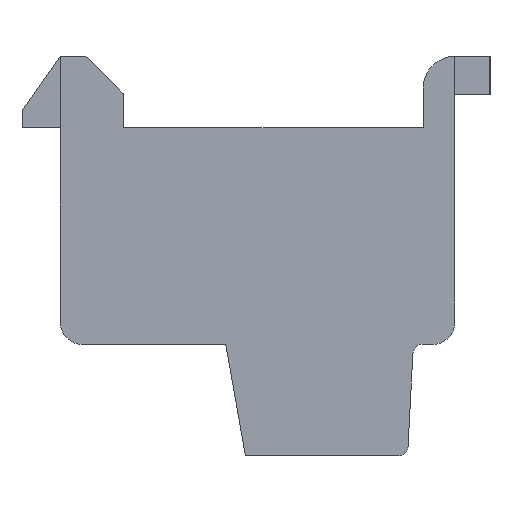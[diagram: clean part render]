
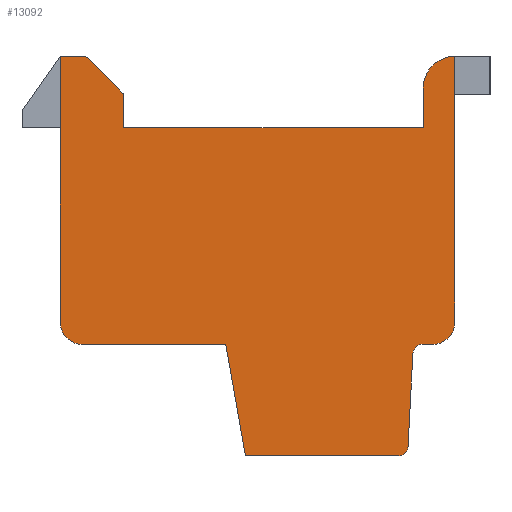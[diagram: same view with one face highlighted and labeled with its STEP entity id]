
A CAD part, left-side view. The second image highlights one B-rep face of the part: STEP entity #13092.
In plain terms, the highlighted planar face has unit normal (-1, 0, 0).
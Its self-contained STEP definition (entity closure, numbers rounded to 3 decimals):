
#1=CARTESIAN_POINT('',(0.,-5.55,-2.075));
#2=DIRECTION('',(1.,0.,0.));
#3=DIRECTION('',(0.,-1.,0.));
#4=AXIS2_PLACEMENT_3D('',#1,#2,#3);
#6=DIRECTION('',(0.,1.,0.));
#7=VECTOR('',#6,0.323);
#8=CARTESIAN_POINT('',(0.,-5.55,-2.775));
#9=LINE('',#8,#7);
#10=CARTESIAN_POINT('',(0.,-5.227,-3.075));
#11=DIRECTION('',(-1.,0.,0.));
#12=DIRECTION('',(0.,0.,1.));
#13=AXIS2_PLACEMENT_3D('',#10,#11,#12);
#15=DIRECTION('',(0.,0.052,-0.999));
#16=VECTOR('',#15,2.904);
#17=CARTESIAN_POINT('',(0.,-4.927,-3.075));
#18=LINE('',#17,#16);
#19=CARTESIAN_POINT('',(0.,-4.475,-5.975));
#20=DIRECTION('',(1.,0.,0.));
#21=DIRECTION('',(0.,-1.,0.));
#22=AXIS2_PLACEMENT_3D('',#19,#20,#21);
#24=DIRECTION('',(0.,1.,0.));
#25=VECTOR('',#24,4.808);
#26=CARTESIAN_POINT('',(0.,-4.475,-6.275));
#27=LINE('',#26,#25);
#28=DIRECTION('',(0.,0.174,0.985));
#29=VECTOR('',#28,3.554);
#30=CARTESIAN_POINT('',(0.,0.333,-6.275));
#31=LINE('',#30,#29);
#32=DIRECTION('',(0.,1.,0.));
#33=VECTOR('',#32,4.5);
#34=CARTESIAN_POINT('',(0.,0.95,-2.775));
#35=LINE('',#34,#33);
#36=CARTESIAN_POINT('',(0.,5.45,-2.075));
#37=DIRECTION('',(1.,0.,0.));
#38=DIRECTION('',(0.,0.,-1.));
#39=AXIS2_PLACEMENT_3D('',#36,#37,#38);
#41=CARTESIAN_POINT('',(0.,6.072,6.125));
#42=DIRECTION('',(1.,0.,0.));
#43=DIRECTION('',(0.,0.521,0.854));
#44=AXIS2_PLACEMENT_3D('',#41,#42,#43);
#46=DIRECTION('',(0.,-1.,0.));
#47=VECTOR('',#46,0.66);
#48=CARTESIAN_POINT('',(0.,6.072,6.275));
#49=LINE('',#48,#47);
#50=CARTESIAN_POINT('',(0.,5.412,6.125));
#51=DIRECTION('',(1.,0.,0.));
#52=DIRECTION('',(0.,0.,1.));
#53=AXIS2_PLACEMENT_3D('',#50,#51,#52);
#55=DIRECTION('',(0.,-0.707,-0.707));
#56=VECTOR('',#55,1.573);
#57=CARTESIAN_POINT('',(0.,5.306,6.231));
#58=LINE('',#57,#56);
#59=CARTESIAN_POINT('',(0.,4.3,5.013));
#60=DIRECTION('',(1.,0.,0.));
#61=DIRECTION('',(0.,-0.707,0.707));
#62=AXIS2_PLACEMENT_3D('',#59,#60,#61);
#64=DIRECTION('',(0.,0.,-1.));
#65=VECTOR('',#64,0.988);
#66=CARTESIAN_POINT('',(0.,4.15,5.013));
#67=LINE('',#66,#65);
#68=DIRECTION('',(0.,-1.,0.));
#69=VECTOR('',#68,9.4);
#70=CARTESIAN_POINT('',(0.,4.15,4.025));
#71=LINE('',#70,#69);
#72=DIRECTION('',(0.,0.,1.));
#73=VECTOR('',#72,1.25);
#74=CARTESIAN_POINT('',(0.,-5.25,4.025));
#75=LINE('',#74,#73);
#76=CARTESIAN_POINT('',(0.,-6.25,5.275));
#77=DIRECTION('',(1.,0.,0.));
#78=DIRECTION('',(0.,1.,0.));
#79=AXIS2_PLACEMENT_3D('',#76,#77,#78);
#337=DIRECTION('',(0.,0.,1.));
#338=VECTOR('',#337,8.35);
#339=CARTESIAN_POINT('',(0.,-6.25,-2.075));
#340=LINE('',#339,#338);
#6001=DIRECTION('',(0.,0.,-1.));
#6002=VECTOR('',#6001,8.328);
#6003=CARTESIAN_POINT('',(0.,6.15,6.253));
#6004=LINE('',#6003,#6002);
#9941=CARTESIAN_POINT('',(0.,6.072,6.275));
#9942=CARTESIAN_POINT('',(0.,5.412,6.275));
#9943=VERTEX_POINT('',#9941);
#9944=VERTEX_POINT('',#9942);
#9945=CARTESIAN_POINT('',(0.,5.306,6.231));
#9946=VERTEX_POINT('',#9945);
#9947=CARTESIAN_POINT('',(0.,4.194,5.119));
#9948=VERTEX_POINT('',#9947);
#9949=CARTESIAN_POINT('',(0.,4.15,5.013));
#9950=VERTEX_POINT('',#9949);
#9951=CARTESIAN_POINT('',(0.,4.15,4.025));
#9952=VERTEX_POINT('',#9951);
#9953=CARTESIAN_POINT('',(0.,-5.25,4.025));
#9954=VERTEX_POINT('',#9953);
#9955=CARTESIAN_POINT('',(0.,-5.25,5.275));
#9956=VERTEX_POINT('',#9955);
#9957=CARTESIAN_POINT('',(0.,-6.25,-2.075));
#9958=CARTESIAN_POINT('',(0.,-5.55,-2.775));
#9959=VERTEX_POINT('',#9957);
#9960=VERTEX_POINT('',#9958);
#9961=CARTESIAN_POINT('',(0.,-5.227,-2.775));
#9962=VERTEX_POINT('',#9961);
#9963=CARTESIAN_POINT('',(0.,-4.927,-3.075));
#9964=VERTEX_POINT('',#9963);
#9965=CARTESIAN_POINT('',(0.,-4.775,-5.975));
#9966=VERTEX_POINT('',#9965);
#9967=CARTESIAN_POINT('',(0.,-4.475,-6.275));
#9968=VERTEX_POINT('',#9967);
#9969=CARTESIAN_POINT('',(0.,0.333,-6.275));
#9970=VERTEX_POINT('',#9969);
#9971=CARTESIAN_POINT('',(0.,0.95,-2.775));
#9972=VERTEX_POINT('',#9971);
#9973=CARTESIAN_POINT('',(0.,5.45,-2.775));
#9974=VERTEX_POINT('',#9973);
#9975=CARTESIAN_POINT('',(0.,6.15,-2.075));
#9976=VERTEX_POINT('',#9975);
#10961=CARTESIAN_POINT('',(0.,6.15,6.253));
#10962=VERTEX_POINT('',#10961);
#10965=CARTESIAN_POINT('',(0.,-6.25,6.275));
#10966=VERTEX_POINT('',#10965);
#13045=CARTESIAN_POINT('',(0.,0.,0.));
#13046=DIRECTION('',(1.,0.,0.));
#13047=DIRECTION('',(0.,-1.,0.));
#13048=AXIS2_PLACEMENT_3D('',#13045,#13046,#13047);
#13049=PLANE('',#13048);
#13051=ORIENTED_EDGE('',*,*,#13050,.F.);
#13053=ORIENTED_EDGE('',*,*,#13052,.T.);
#13055=ORIENTED_EDGE('',*,*,#13054,.T.);
#13057=ORIENTED_EDGE('',*,*,#13056,.T.);
#13059=ORIENTED_EDGE('',*,*,#13058,.T.);
#13061=ORIENTED_EDGE('',*,*,#13060,.T.);
#13063=ORIENTED_EDGE('',*,*,#13062,.T.);
#13065=ORIENTED_EDGE('',*,*,#13064,.T.);
#13067=ORIENTED_EDGE('',*,*,#13066,.T.);
#13069=ORIENTED_EDGE('',*,*,#13068,.T.);
#13071=ORIENTED_EDGE('',*,*,#13070,.F.);
#13073=ORIENTED_EDGE('',*,*,#13072,.T.);
#13075=ORIENTED_EDGE('',*,*,#13074,.T.);
#13077=ORIENTED_EDGE('',*,*,#13076,.T.);
#13079=ORIENTED_EDGE('',*,*,#13078,.T.);
#13081=ORIENTED_EDGE('',*,*,#13080,.T.);
#13083=ORIENTED_EDGE('',*,*,#13082,.T.);
#13085=ORIENTED_EDGE('',*,*,#13084,.T.);
#13087=ORIENTED_EDGE('',*,*,#13086,.T.);
#13089=ORIENTED_EDGE('',*,*,#13088,.T.);
#13090=EDGE_LOOP('',(#13051,#13053,#13055,#13057,#13059,#13061,#13063,#13065,
#13067,#13069,#13071,#13073,#13075,#13077,#13079,#13081,#13083,#13085,#13087,
#13089));
#13091=FACE_OUTER_BOUND('',#13090,.F.);
#13092=ADVANCED_FACE('',(#13091),#13049,.F.);
#5=CIRCLE('',#4,0.7);
#14=CIRCLE('',#13,0.3);
#23=CIRCLE('',#22,0.3);
#40=CIRCLE('',#39,0.7);
#45=CIRCLE('',#44,0.15);
#54=CIRCLE('',#53,0.15);
#63=CIRCLE('',#62,0.15);
#80=CIRCLE('',#79,1.);
#13050=EDGE_CURVE('',#9959,#10966,#340,.T.);
#13052=EDGE_CURVE('',#9959,#9960,#5,.T.);
#13054=EDGE_CURVE('',#9960,#9962,#9,.T.);
#13056=EDGE_CURVE('',#9962,#9964,#14,.T.);
#13058=EDGE_CURVE('',#9964,#9966,#18,.T.);
#13060=EDGE_CURVE('',#9966,#9968,#23,.T.);
#13062=EDGE_CURVE('',#9968,#9970,#27,.T.);
#13064=EDGE_CURVE('',#9970,#9972,#31,.T.);
#13066=EDGE_CURVE('',#9972,#9974,#35,.T.);
#13068=EDGE_CURVE('',#9974,#9976,#40,.T.);
#13070=EDGE_CURVE('',#10962,#9976,#6004,.T.);
#13072=EDGE_CURVE('',#10962,#9943,#45,.T.);
#13074=EDGE_CURVE('',#9943,#9944,#49,.T.);
#13076=EDGE_CURVE('',#9944,#9946,#54,.T.);
#13078=EDGE_CURVE('',#9946,#9948,#58,.T.);
#13080=EDGE_CURVE('',#9948,#9950,#63,.T.);
#13082=EDGE_CURVE('',#9950,#9952,#67,.T.);
#13084=EDGE_CURVE('',#9952,#9954,#71,.T.);
#13086=EDGE_CURVE('',#9954,#9956,#75,.T.);
#13088=EDGE_CURVE('',#9956,#10966,#80,.T.);
